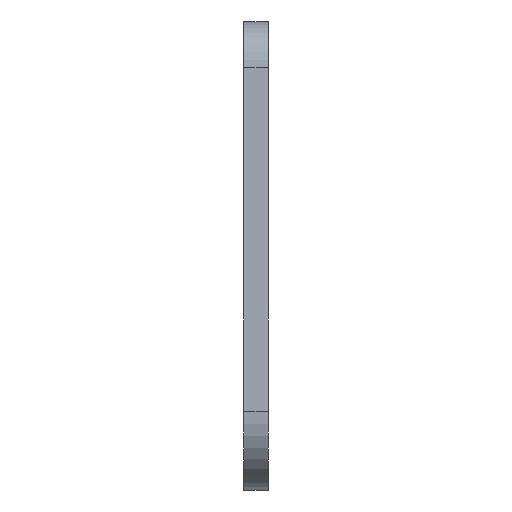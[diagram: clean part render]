
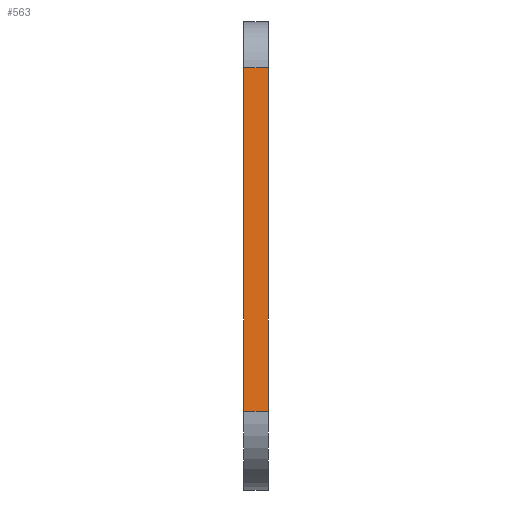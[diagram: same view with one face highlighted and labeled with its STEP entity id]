
A CAD part, left-side view. The second image highlights one B-rep face of the part: STEP entity #563.
In plain terms, the highlighted planar face has unit normal (-0.998, 0, 0.07).
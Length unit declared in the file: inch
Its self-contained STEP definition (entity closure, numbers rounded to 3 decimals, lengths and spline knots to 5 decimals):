
#17 = EDGE_CURVE ( 'NONE', #305, #358, #190, .T. ) ;
#30 = EDGE_LOOP ( 'NONE', ( #40, #164, #534, #355 ) ) ;
#40 = ORIENTED_EDGE ( 'NONE', *, *, #292, .T. ) ;
#54 = CARTESIAN_POINT ( 'NONE',  ( -1.43688, 0., 0.51758 ) ) ;
#95 = DIRECTION ( 'NONE',  ( 0., -1., 0. ) ) ;
#109 = CARTESIAN_POINT ( 'NONE',  ( -1.55964, 0.125, -1.22363 ) ) ;
#139 = VERTEX_POINT ( 'NONE', #664 ) ;
#164 = ORIENTED_EDGE ( 'NONE', *, *, #17, .F. ) ;
#190 = LINE ( 'NONE', #426, #643 ) ;
#267 = LINE ( 'NONE', #667, #580 ) ;
#277 = CARTESIAN_POINT ( 'NONE',  ( -1.55964, 0., -1.22363 ) ) ;
#281 = DIRECTION ( 'NONE',  ( -0.07, 0., -0.998 ) ) ;
#292 = EDGE_CURVE ( 'NONE', #478, #358, #464, .T. ) ;
#305 = VERTEX_POINT ( 'NONE', #576 ) ;
#333 = DIRECTION ( 'NONE',  ( 0.998, 0., -0.07 ) ) ;
#355 = ORIENTED_EDGE ( 'NONE', *, *, #408, .T. ) ;
#358 = VERTEX_POINT ( 'NONE', #54 ) ;
#396 = FACE_OUTER_BOUND ( 'NONE', #30, .T. ) ;
#398 = CARTESIAN_POINT ( 'NONE',  ( -1.55964, 0., -1.22363 ) ) ;
#408 = EDGE_CURVE ( 'NONE', #139, #478, #708, .T. ) ;
#426 = CARTESIAN_POINT ( 'NONE',  ( -1.43688, 0.125, 0.51758 ) ) ;
#433 = AXIS2_PLACEMENT_3D ( 'NONE', #109, #333, #281 ) ;
#464 = LINE ( 'NONE', #398, #592 ) ;
#478 = VERTEX_POINT ( 'NONE', #277 ) ;
#497 = DIRECTION ( 'NONE',  ( 0.07, 0., 0.998 ) ) ;
#523 = DIRECTION ( 'NONE',  ( 0.07, 0., 0.998 ) ) ;
#534 = ORIENTED_EDGE ( 'NONE', *, *, #550, .F. ) ;
#550 = EDGE_CURVE ( 'NONE', #139, #305, #267, .T. ) ;
#559 = PLANE ( 'NONE',  #433 ) ;
#563 = ADVANCED_FACE ( 'NONE', ( #396 ), #559, .F. ) ;
#576 = CARTESIAN_POINT ( 'NONE',  ( -1.43688, 0.125, 0.51758 ) ) ;
#578 = DIRECTION ( 'NONE',  ( 0., -1., 0. ) ) ;
#580 = VECTOR ( 'NONE', #497, 39.37008 ) ;
#592 = VECTOR ( 'NONE', #523, 39.37008 ) ;
#598 = CARTESIAN_POINT ( 'NONE',  ( -1.55964, 0.125, -1.22363 ) ) ;
#606 = VECTOR ( 'NONE', #95, 39.37008 ) ;
#643 = VECTOR ( 'NONE', #578, 39.37008 ) ;
#664 = CARTESIAN_POINT ( 'NONE',  ( -1.55964, 0.125, -1.22363 ) ) ;
#667 = CARTESIAN_POINT ( 'NONE',  ( -1.55964, 0.125, -1.22363 ) ) ;
#708 = LINE ( 'NONE', #598, #606 ) ;
